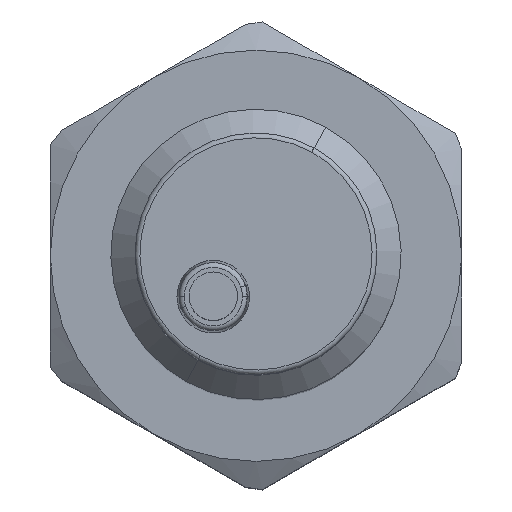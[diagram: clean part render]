
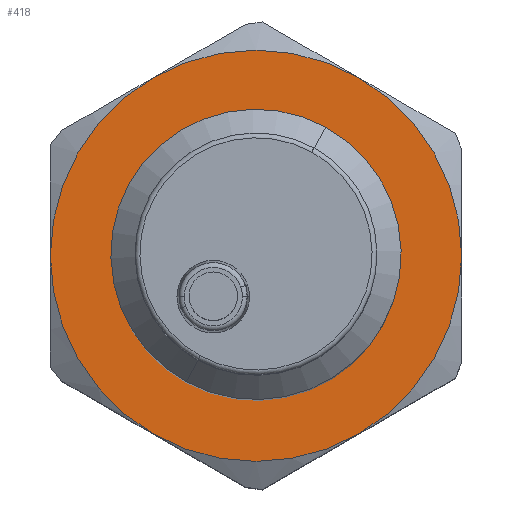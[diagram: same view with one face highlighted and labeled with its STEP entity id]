
A CAD part, top view. The second image highlights one B-rep face of the part: STEP entity #418.
In plain terms, the highlighted planar face has unit normal (0, 0, 1).
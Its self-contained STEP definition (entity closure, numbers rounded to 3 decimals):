
#418=ADVANCED_FACE('Body.6',(#1105,#1106),#1107,.F.);
#1105=FACE_OUTER_BOUND('',#1801,.T.);
#1106=FACE_BOUND('',#1802,.T.);
#1107=PLANE('',#1803);
#1801=EDGE_LOOP('',(#4614,#4615,#4616,#4617,#4618,#4619));
#1802=EDGE_LOOP('',(#4620,#4621,#4622));
#1803=AXIS2_PLACEMENT_3D('',#4623,#4624,#4625);
#4614=ORIENTED_EDGE('',*,*,#5350,.F.);
#4615=ORIENTED_EDGE('',*,*,#5346,.F.);
#4616=ORIENTED_EDGE('',*,*,#5360,.F.);
#4617=ORIENTED_EDGE('',*,*,#5338,.F.);
#4618=ORIENTED_EDGE('',*,*,#5325,.F.);
#4619=ORIENTED_EDGE('',*,*,#5329,.F.);
#4620=ORIENTED_EDGE('',*,*,#5201,.F.);
#4621=ORIENTED_EDGE('',*,*,#5589,.F.);
#4622=ORIENTED_EDGE('',*,*,#5590,.F.);
#4623=CARTESIAN_POINT('',(0.,0.,13.0));
#4624=DIRECTION('',(0.0,0.0,-1.0));
#4625=DIRECTION('',(0.0,-1.0,0.0));
#5201=EDGE_CURVE('',#6458,#6454,#6460,.F.);
#5325=EDGE_CURVE('',#6696,#6707,#6708,.F.);
#5329=EDGE_CURVE('',#6712,#6696,#6714,.F.);
#5338=EDGE_CURVE('',#6707,#6718,#6730,.F.);
#5346=EDGE_CURVE('',#6734,#6745,#6746,.F.);
#5350=EDGE_CURVE('',#6745,#6712,#6752,.F.);
#5360=EDGE_CURVE('',#6718,#6734,#6766,.F.);
#5589=EDGE_CURVE('',#7102,#6458,#7103,.F.);
#5590=EDGE_CURVE('',#6454,#7102,#7104,.F.);
#6454=VERTEX_POINT('',#8913);
#6458=VERTEX_POINT('',#8918);
#6460=CIRCLE('',#8921,5.8);
#6696=VERTEX_POINT('',#9390);
#6707=VERTEX_POINT('',#9429);
#6708=CIRCLE('',#9430,8.5);
#6712=VERTEX_POINT('',#9441);
#6714=CIRCLE('',#9447,8.5);
#6718=VERTEX_POINT('',#9452);
#6730=CIRCLE('',#9504,8.5);
#6734=VERTEX_POINT('',#9509);
#6745=VERTEX_POINT('',#9548);
#6746=CIRCLE('',#9549,8.5);
#6752=CIRCLE('',#9566,8.5);
#6766=CIRCLE('',#9608,8.5);
#7102=VERTEX_POINT('',#10304);
#7103=CIRCLE('',#10305,5.8);
#7104=CIRCLE('',#10306,5.8);
#8913=CARTESIAN_POINT('',(0.137,5.798,13.0));
#8918=CARTESIAN_POINT('',(5.09,2.781,13.0));
#8921=AXIS2_PLACEMENT_3D('',#10997,#10998,#10999);
#9390=CARTESIAN_POINT('',(4.25,-7.361,13.0));
#9429=CARTESIAN_POINT('',(-4.25,-7.361,13.0));
#9430=AXIS2_PLACEMENT_3D('',#11116,#11117,#11118);
#9441=CARTESIAN_POINT('',(8.5,0.,13.0));
#9447=AXIS2_PLACEMENT_3D('',#11119,#11120,#11121);
#9452=CARTESIAN_POINT('',(-8.5,0.,13.0));
#9504=AXIS2_PLACEMENT_3D('',#11124,#11125,#11126);
#9509=CARTESIAN_POINT('',(-4.25,7.361,13.0));
#9548=CARTESIAN_POINT('',(4.25,7.361,13.0));
#9549=AXIS2_PLACEMENT_3D('',#11129,#11130,#11131);
#9566=AXIS2_PLACEMENT_3D('',#11132,#11133,#11134);
#9608=AXIS2_PLACEMENT_3D('',#11138,#11139,#11140);
#10304=CARTESIAN_POINT('',(-5.09,-2.781,13.0));
#10305=AXIS2_PLACEMENT_3D('',#11379,#11380,#11381);
#10306=AXIS2_PLACEMENT_3D('',#11382,#11383,#11384);
#10997=CARTESIAN_POINT('',(0.,0.,13.0));
#10998=DIRECTION('',(0.0,0.0,-1.0));
#10999=DIRECTION('',(1.0,0.0,0.0));
#11116=CARTESIAN_POINT('',(0.0,0.0,13.0));
#11117=DIRECTION('',(0.0,0.0,1.0));
#11118=DIRECTION('',(1.0,0.0,0.0));
#11119=CARTESIAN_POINT('',(0.0,0.0,13.0));
#11120=DIRECTION('',(0.0,0.0,1.0));
#11121=DIRECTION('',(1.0,0.0,0.0));
#11124=CARTESIAN_POINT('',(0.0,0.0,13.0));
#11125=DIRECTION('',(0.0,0.0,1.0));
#11126=DIRECTION('',(1.0,0.0,0.0));
#11129=CARTESIAN_POINT('',(0.0,0.0,13.0));
#11130=DIRECTION('',(-0.0,0.0,1.0));
#11131=DIRECTION('',(1.0,0.0,0.0));
#11132=CARTESIAN_POINT('',(0.0,0.0,13.0));
#11133=DIRECTION('',(-0.0,0.0,1.0));
#11134=DIRECTION('',(1.0,0.0,0.0));
#11138=CARTESIAN_POINT('',(0.0,0.0,13.0));
#11139=DIRECTION('',(-0.0,0.0,1.0));
#11140=DIRECTION('',(1.0,0.0,0.0));
#11379=CARTESIAN_POINT('',(0.,0.,13.0));
#11380=DIRECTION('',(0.0,0.0,-1.0));
#11381=DIRECTION('',(1.0,0.0,0.0));
#11382=CARTESIAN_POINT('',(0.,0.,13.0));
#11383=DIRECTION('',(0.0,0.0,-1.0));
#11384=DIRECTION('',(1.0,0.0,0.0));
